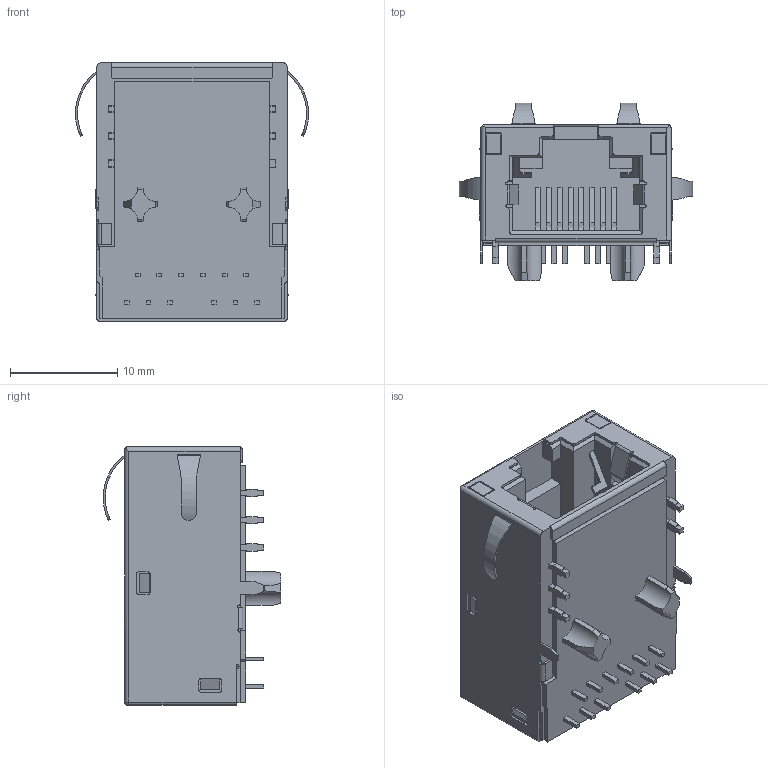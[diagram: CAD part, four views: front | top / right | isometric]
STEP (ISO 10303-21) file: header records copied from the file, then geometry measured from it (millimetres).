
FILE_DESCRIPTION((''),'2;1');
FILE_NAME('C-1-2301994-1','2016-12-14T',('workeradm'),('Tyco Electronics Ltd.'),'CREO PARAMETRIC BY PTC INC, 2016050','CREO PARAMETRIC BY PTC INC, 2016050','');
FILE_SCHEMA(('AUTOMOTIVE_DESIGN { 1 0 10303 214 1 1 1 1 }'));
Length unit declared in the file: millimetre
Products named in the file (1): C-1-2301994-1
Bounding box: 21.78 x 16.6 x 24.13 mm (x, y, z)
Volume: 3852.8 mm3; surface area: 2648.2 mm2
Topology: 1 solids, 1 shells, 563 faces, 1506 edges, 988 vertices
Faces by surface type: plane 429, cylinder 132, bspline 2
Entity records: 17832 total; most frequent: CARTESIAN_POINT 3595, ORIENTED_EDGE 3012, DIRECTION 2828, EDGE_CURVE 1506, VECTOR 1194, LINE 1194, VERTEX_POINT 988, AXIS2_PLACEMENT_3D 817
